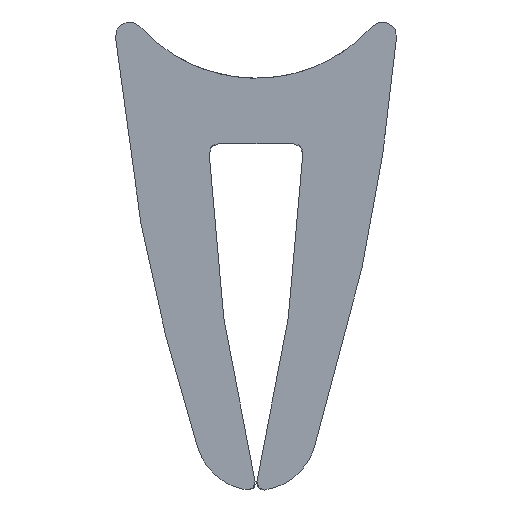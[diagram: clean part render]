
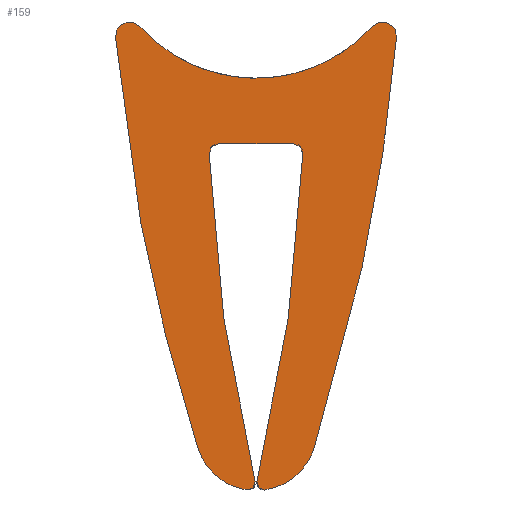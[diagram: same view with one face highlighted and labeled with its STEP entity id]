
A CAD part, front view. The second image highlights one B-rep face of the part: STEP entity #159.
In plain terms, the highlighted free-form (B-spline) face has degree [1, 1] with [2, 2] control points.
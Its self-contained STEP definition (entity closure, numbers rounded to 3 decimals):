
#5=CARTESIAN_POINT('',(-3.3,0.0,1.699));
#6=CARTESIAN_POINT('',(3.3,0.0,1.699));
#7=CARTESIAN_POINT('',(-3.3,0.0,-9.291));
#8=CARTESIAN_POINT('',(3.3,0.0,-9.291));
#9=B_SPLINE_SURFACE_WITH_KNOTS('',1,1,((#5,#7),(#6,#8)),.UNSPECIFIED.,.F.,.F.,.U.,(2,2),(2,2),(0.0,6.6),(0.0,10.99),.UNSPECIFIED.);
#10=CARTESIAN_POINT('',(-2.999,0.0,0.874));
#11=VERTEX_POINT('',#10);
#12=CARTESIAN_POINT('',(-1.238,0.0,-7.901));
#13=VERTEX_POINT('',#12);
#14=CARTESIAN_POINT('',(-2.999,0.0,0.874));
#15=CARTESIAN_POINT('',(-2.743,0.0,-2.104));
#16=CARTESIAN_POINT('',(-2.151,0.0,-5.054));
#17=CARTESIAN_POINT('',(-1.238,0.0,-7.901));
#18=B_SPLINE_CURVE_WITH_KNOTS('',3,(#14,#15,#16,#17),.UNSPECIFIED.,.F.,.U.,(4,4),(0.,8.969),.UNSPECIFIED.);
#19=EDGE_CURVE('',#11,#13,#18,.T.);
#20=ORIENTED_EDGE('',*,*,#19,.T.);
#21=CARTESIAN_POINT('',(-0.187,0.0,-8.791));
#22=VERTEX_POINT('',#21);
#23=CARTESIAN_POINT('',(-1.238,0.0,-7.901));
#24=CARTESIAN_POINT('',(-1.178,0.0,-8.088));
#25=CARTESIAN_POINT('',(-1.011,0.0,-8.368));
#26=CARTESIAN_POINT('',(-0.628,0.0,-8.67));
#27=CARTESIAN_POINT('',(-0.352,0.0,-8.767));
#28=CARTESIAN_POINT('',(-0.187,0.0,-8.791));
#29=B_SPLINE_CURVE_WITH_KNOTS('',3,(#23,#24,#25,#26,#27,#28),.UNSPECIFIED.,.F.,.U.,(4,1,1,4),(0.,0.589,0.952,1.451),.UNSPECIFIED.);
#30=EDGE_CURVE('',#13,#22,#29,.T.);
#31=ORIENTED_EDGE('',*,*,#30,.T.);
#32=CARTESIAN_POINT('',(-0.02,0.0,-8.606));
#33=VERTEX_POINT('',#32);
#34=CARTESIAN_POINT('',(-0.187,0.0,-8.791));
#35=CARTESIAN_POINT('',(-0.151,0.0,-8.796));
#36=CARTESIAN_POINT('',(-0.081,0.0,-8.78));
#37=CARTESIAN_POINT('',(-0.017,0.0,-8.7));
#38=CARTESIAN_POINT('',(-0.013,0.0,-8.636));
#39=CARTESIAN_POINT('',(-0.02,0.0,-8.606));
#40=B_SPLINE_CURVE_WITH_KNOTS('',3,(#34,#35,#36,#37,#38,#39),.UNSPECIFIED.,.F.,.U.,(4,1,1,4),(0.,0.11,0.202,0.294),.UNSPECIFIED.);
#41=EDGE_CURVE('',#22,#33,#40,.T.);
#42=ORIENTED_EDGE('',*,*,#41,.T.);
#43=CARTESIAN_POINT('',(-1.,0.0,-1.608));
#44=VERTEX_POINT('',#43);
#45=CARTESIAN_POINT('',(-1.,0.0,-1.608));
#46=CARTESIAN_POINT('',(-0.91,0.0,-3.966));
#47=CARTESIAN_POINT('',(-0.582,0.0,-6.315));
#48=CARTESIAN_POINT('',(-0.02,0.0,-8.606));
#49=B_SPLINE_CURVE_WITH_KNOTS('',3,(#45,#46,#47,#48),.UNSPECIFIED.,.F.,.U.,(4,4),(0.,7.079),.UNSPECIFIED.);
#50=EDGE_CURVE('',#44,#33,#49,.T.);
#51=ORIENTED_EDGE('',*,*,#50,.F.);
#52=CARTESIAN_POINT('',(-0.8,0.0,-1.4));
#53=VERTEX_POINT('',#52);
#54=CARTESIAN_POINT('',(-0.8,0.0,-1.4));
#55=CARTESIAN_POINT('',(-0.847,0.0,-1.4));
#56=CARTESIAN_POINT('',(-0.954,0.0,-1.44));
#57=CARTESIAN_POINT('',(-1.003,0.0,-1.547));
#58=CARTESIAN_POINT('',(-1.,0.0,-1.608));
#59=B_SPLINE_CURVE_WITH_KNOTS('',3,(#54,#55,#56,#57,#58),.UNSPECIFIED.,.F.,.U.,(4,1,4),(0.,0.141,0.322),.UNSPECIFIED.);
#60=EDGE_CURVE('',#53,#44,#59,.T.);
#61=ORIENTED_EDGE('',*,*,#60,.F.);
#62=CARTESIAN_POINT('',(0.8,0.0,-1.4));
#63=VERTEX_POINT('',#62);
#64=CARTESIAN_POINT('',(-0.8,0.0,-1.4));
#65=CARTESIAN_POINT('',(0.8,0.0,-1.4));
#66=QUASI_UNIFORM_CURVE('',1,(#64,#65),.UNSPECIFIED.,.F.,.U.);
#67=EDGE_CURVE('',#53,#63,#66,.T.);
#68=ORIENTED_EDGE('',*,*,#67,.T.);
#69=CARTESIAN_POINT('',(1.,0.0,-1.608));
#70=VERTEX_POINT('',#69);
#71=CARTESIAN_POINT('',(1.,0.0,-1.608));
#72=CARTESIAN_POINT('',(1.001,0.0,-1.574));
#73=CARTESIAN_POINT('',(0.985,0.0,-1.5));
#74=CARTESIAN_POINT('',(0.907,0.0,-1.419));
#75=CARTESIAN_POINT('',(0.834,0.0,-1.4));
#76=CARTESIAN_POINT('',(0.8,0.0,-1.4));
#77=B_SPLINE_CURVE_WITH_KNOTS('',3,(#71,#72,#73,#74,#75,#76),.UNSPECIFIED.,.F.,.U.,(4,1,1,4),(0.,0.101,0.221,0.322),.UNSPECIFIED.);
#78=EDGE_CURVE('',#70,#63,#77,.T.);
#79=ORIENTED_EDGE('',*,*,#78,.F.);
#80=CARTESIAN_POINT('',(0.02,0.0,-8.606));
#81=VERTEX_POINT('',#80);
#82=CARTESIAN_POINT('',(0.02,0.0,-8.606));
#83=CARTESIAN_POINT('',(0.582,0.0,-6.315));
#84=CARTESIAN_POINT('',(0.911,0.0,-3.966));
#85=CARTESIAN_POINT('',(1.,0.0,-1.608));
#86=B_SPLINE_CURVE_WITH_KNOTS('',3,(#82,#83,#84,#85),.UNSPECIFIED.,.F.,.U.,(4,4),(0.,7.079),.UNSPECIFIED.);
#87=EDGE_CURVE('',#81,#70,#86,.T.);
#88=ORIENTED_EDGE('',*,*,#87,.F.);
#89=CARTESIAN_POINT('',(0.187,0.0,-8.791));
#90=VERTEX_POINT('',#89);
#91=CARTESIAN_POINT('',(0.02,0.0,-8.606));
#92=CARTESIAN_POINT('',(0.008,0.0,-8.654));
#93=CARTESIAN_POINT('',(0.027,0.0,-8.727));
#94=CARTESIAN_POINT('',(0.107,0.0,-8.787));
#95=CARTESIAN_POINT('',(0.157,0.0,-8.795));
#96=CARTESIAN_POINT('',(0.187,0.0,-8.791));
#97=B_SPLINE_CURVE_WITH_KNOTS('',3,(#91,#92,#93,#94,#95,#96),.UNSPECIFIED.,.F.,.U.,(4,1,1,4),(0.,0.147,0.202,0.294),.UNSPECIFIED.);
#98=EDGE_CURVE('',#81,#90,#97,.T.);
#99=ORIENTED_EDGE('',*,*,#98,.T.);
#100=CARTESIAN_POINT('',(1.238,0.0,-7.901));
#101=VERTEX_POINT('',#100);
#102=CARTESIAN_POINT('',(0.187,0.0,-8.791));
#103=CARTESIAN_POINT('',(0.352,0.0,-8.767));
#104=CARTESIAN_POINT('',(0.628,0.0,-8.67));
#105=CARTESIAN_POINT('',(1.011,0.0,-8.368));
#106=CARTESIAN_POINT('',(1.178,0.0,-8.088));
#107=CARTESIAN_POINT('',(1.238,0.0,-7.901));
#108=B_SPLINE_CURVE_WITH_KNOTS('',3,(#102,#103,#104,#105,#106,#107),.UNSPECIFIED.,.F.,.U.,(4,1,1,4),(0.,0.499,0.861,1.451),.UNSPECIFIED.);
#109=EDGE_CURVE('',#90,#101,#108,.T.);
#110=ORIENTED_EDGE('',*,*,#109,.T.);
#111=CARTESIAN_POINT('',(2.999,0.0,0.874));
#112=VERTEX_POINT('',#111);
#113=CARTESIAN_POINT('',(1.238,0.0,-7.901));
#114=CARTESIAN_POINT('',(2.151,0.0,-5.054));
#115=CARTESIAN_POINT('',(2.743,0.0,-2.104));
#116=CARTESIAN_POINT('',(2.999,0.0,0.874));
#117=B_SPLINE_CURVE_WITH_KNOTS('',3,(#113,#114,#115,#116),.UNSPECIFIED.,.F.,.U.,(4,4),(0.,8.969),.UNSPECIFIED.);
#118=EDGE_CURVE('',#101,#112,#117,.T.);
#119=ORIENTED_EDGE('',*,*,#118,.T.);
#120=CARTESIAN_POINT('',(2.477,0.0,1.101));
#121=VERTEX_POINT('',#120);
#122=CARTESIAN_POINT('',(2.999,0.0,0.874));
#123=CARTESIAN_POINT('',(3.006,0.0,0.952));
#124=CARTESIAN_POINT('',(2.968,0.0,1.072));
#125=CARTESIAN_POINT('',(2.838,0.0,1.177));
#126=CARTESIAN_POINT('',(2.73,0.0,1.205));
#127=CARTESIAN_POINT('',(2.597,0.0,1.192));
#128=CARTESIAN_POINT('',(2.519,0.0,1.148));
#129=CARTESIAN_POINT('',(2.477,0.0,1.101));
#130=B_SPLINE_CURVE_WITH_KNOTS('',3,(#122,#123,#124,#125,#126,#127,#128,#129),.UNSPECIFIED.,.F.,.U.,(4,1,1,1,1,4),(0.,0.234,0.351,0.491,0.561,0.748),.UNSPECIFIED.);
#131=EDGE_CURVE('',#112,#121,#130,.T.);
#132=ORIENTED_EDGE('',*,*,#131,.T.);
#133=CARTESIAN_POINT('',(-2.477,0.0,1.101));
#134=VERTEX_POINT('',#133);
#135=CARTESIAN_POINT('',(-2.477,0.0,1.101));
#136=CARTESIAN_POINT('',(-2.224,0.0,0.82));
#137=CARTESIAN_POINT('',(-1.598,0.0,0.328));
#138=CARTESIAN_POINT('',(-0.614,0.0,0.009));
#139=CARTESIAN_POINT('',(0.41,0.0,-0.018));
#140=CARTESIAN_POINT('',(1.468,0.0,0.25));
#141=CARTESIAN_POINT('',(2.166,0.0,0.755));
#142=CARTESIAN_POINT('',(2.477,0.0,1.101));
#143=B_SPLINE_CURVE_WITH_KNOTS('',3,(#135,#136,#137,#138,#139,#140,#141,#142),.UNSPECIFIED.,.F.,.U.,(4,1,1,1,1,4),(0.,1.134,2.356,3.053,4.188,5.583),.UNSPECIFIED.);
#144=EDGE_CURVE('',#134,#121,#143,.T.);
#145=ORIENTED_EDGE('',*,*,#144,.F.);
#146=CARTESIAN_POINT('',(-2.477,0.0,1.101));
#147=CARTESIAN_POINT('',(-2.514,0.0,1.142));
#148=CARTESIAN_POINT('',(-2.603,0.0,1.198));
#149=CARTESIAN_POINT('',(-2.739,0.0,1.205));
#150=CARTESIAN_POINT('',(-2.873,0.0,1.159));
#151=CARTESIAN_POINT('',(-2.981,0.0,1.048));
#152=CARTESIAN_POINT('',(-3.004,0.0,0.929));
#153=CARTESIAN_POINT('',(-2.999,0.0,0.874));
#154=B_SPLINE_CURVE_WITH_KNOTS('',3,(#146,#147,#148,#149,#150,#151,#152,#153),.UNSPECIFIED.,.F.,.U.,(4,1,1,1,1,4),(0.,0.164,0.304,0.397,0.584,0.748),.UNSPECIFIED.);
#155=EDGE_CURVE('',#134,#11,#154,.T.);
#156=ORIENTED_EDGE('',*,*,#155,.T.);
#157=EDGE_LOOP('',(#20,#31,#42,#51,#61,#68,#79,#88,#99,#110,#119,#132,#145,#156));
#158=FACE_OUTER_BOUND('',#157,.T.);
#159=ADVANCED_FACE('',(#158),#9,.F.);
